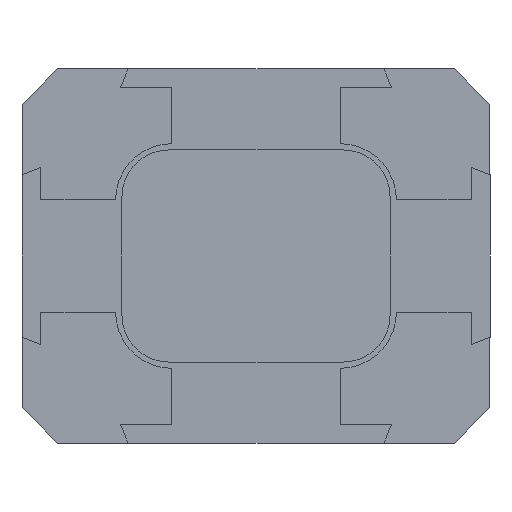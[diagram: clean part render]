
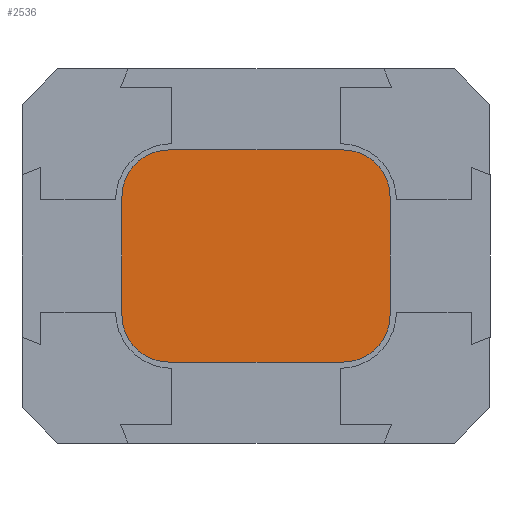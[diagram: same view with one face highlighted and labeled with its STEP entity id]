
A CAD part, front view. The second image highlights one B-rep face of the part: STEP entity #2536.
In plain terms, the highlighted planar face has unit normal (0, -1, 0).
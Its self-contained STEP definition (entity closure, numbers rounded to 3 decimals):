
#228 = VERTEX_POINT ( 'NONE', #3862 ) ;
#401 = DIRECTION ( 'NONE',  ( -1., 0., 0. ) ) ;
#431 = DIRECTION ( 'NONE',  ( 0., 0., 1. ) ) ;
#436 = DIRECTION ( 'NONE',  ( 0., 1., 0. ) ) ;
#451 = CARTESIAN_POINT ( 'NONE',  ( 0.716, 0., -0.316 ) ) ;
#462 = CIRCLE ( 'NONE', #3325, 0.25 ) ;
#584 = VECTOR ( 'NONE', #3076, 1000. ) ;
#676 = CARTESIAN_POINT ( 'NONE',  ( -0.466, 0., -0.316 ) ) ;
#731 = CARTESIAN_POINT ( 'NONE',  ( -0.466, 0., 0.566 ) ) ;
#744 = PLANE ( 'NONE',  #2344 ) ;
#746 = CARTESIAN_POINT ( 'NONE',  ( -0.466, 0., -0.566 ) ) ;
#763 = CARTESIAN_POINT ( 'NONE',  ( -0.466, 0., 0.316 ) ) ;
#873 = CARTESIAN_POINT ( 'NONE',  ( 0.466, 0., 0.566 ) ) ;
#882 = CARTESIAN_POINT ( 'NONE',  ( -0.716, 0., -0.316 ) ) ;
#908 = ORIENTED_EDGE ( 'NONE', *, *, #1407, .T. ) ;
#1120 = CIRCLE ( 'NONE', #1948, 0.25 ) ;
#1193 = LINE ( 'NONE', #882, #584 ) ;
#1203 = EDGE_CURVE ( 'NONE', #1268, #1292, #3551, .T. ) ;
#1235 = CARTESIAN_POINT ( 'NONE',  ( -0.716, 0., -0.316 ) ) ;
#1268 = VERTEX_POINT ( 'NONE', #2304 ) ;
#1278 = ORIENTED_EDGE ( 'NONE', *, *, #2039, .T. ) ;
#1292 = VERTEX_POINT ( 'NONE', #2679 ) ;
#1357 = DIRECTION ( 'NONE',  ( 0., -1., 0. ) ) ;
#1362 = FACE_OUTER_BOUND ( 'NONE', #3493, .T. ) ;
#1387 = DIRECTION ( 'NONE',  ( 0., 0., 1. ) ) ;
#1407 = EDGE_CURVE ( 'NONE', #3391, #228, #3451, .T. ) ;
#1692 = DIRECTION ( 'NONE',  ( 0., 0., 1. ) ) ;
#1718 = DIRECTION ( 'NONE',  ( 0., -1., 0. ) ) ;
#1735 = VERTEX_POINT ( 'NONE', #1235 ) ;
#1896 = ORIENTED_EDGE ( 'NONE', *, *, #2065, .T. ) ;
#1948 = AXIS2_PLACEMENT_3D ( 'NONE', #3684, #2156, #3092 ) ;
#2018 = CIRCLE ( 'NONE', #2598, 0.25 ) ;
#2021 = EDGE_CURVE ( 'NONE', #2880, #3012, #2725, .T. ) ;
#2039 = EDGE_CURVE ( 'NONE', #228, #1735, #1193, .T. ) ;
#2065 = EDGE_CURVE ( 'NONE', #3012, #2409, #1120, .T. ) ;
#2131 = CARTESIAN_POINT ( 'NONE',  ( 0.716, 0., -0.316 ) ) ;
#2156 = DIRECTION ( 'NONE',  ( 0., -1., 0. ) ) ;
#2217 = EDGE_CURVE ( 'NONE', #2409, #3391, #2893, .T. ) ;
#2304 = CARTESIAN_POINT ( 'NONE',  ( -0.466, 0., -0.566 ) ) ;
#2344 = AXIS2_PLACEMENT_3D ( 'NONE', #3292, #436, #1692 ) ;
#2359 = CARTESIAN_POINT ( 'NONE',  ( 0.716, 0., 0.316 ) ) ;
#2409 = VERTEX_POINT ( 'NONE', #873 ) ;
#2525 = DIRECTION ( 'NONE',  ( 0., -1., 0. ) ) ;
#2536 = ADVANCED_FACE ( 'NONE', ( #1362 ), #744, .F. ) ;
#2559 = EDGE_CURVE ( 'NONE', #1292, #2880, #462, .T. ) ;
#2598 = AXIS2_PLACEMENT_3D ( 'NONE', #676, #2525, #3790 ) ;
#2679 = CARTESIAN_POINT ( 'NONE',  ( 0.466, 0., -0.566 ) ) ;
#2690 = ORIENTED_EDGE ( 'NONE', *, *, #2559, .T. ) ;
#2725 = LINE ( 'NONE', #2131, #3456 ) ;
#2767 = DIRECTION ( 'NONE',  ( 0., 0., 1. ) ) ;
#2851 = AXIS2_PLACEMENT_3D ( 'NONE', #763, #1357, #431 ) ;
#2872 = ORIENTED_EDGE ( 'NONE', *, *, #1203, .T. ) ;
#2880 = VERTEX_POINT ( 'NONE', #451 ) ;
#2893 = LINE ( 'NONE', #731, #3660 ) ;
#3012 = VERTEX_POINT ( 'NONE', #2359 ) ;
#3075 = ORIENTED_EDGE ( 'NONE', *, *, #3927, .T. ) ;
#3076 = DIRECTION ( 'NONE',  ( 0., 0., -1. ) ) ;
#3092 = DIRECTION ( 'NONE',  ( 0., 0., 1. ) ) ;
#3143 = VECTOR ( 'NONE', #3233, 1000. ) ;
#3218 = ORIENTED_EDGE ( 'NONE', *, *, #2021, .T. ) ;
#3233 = DIRECTION ( 'NONE',  ( 1., 0., 0. ) ) ;
#3292 = CARTESIAN_POINT ( 'NONE',  ( 0., 0., 0. ) ) ;
#3325 = AXIS2_PLACEMENT_3D ( 'NONE', #3878, #1718, #1387 ) ;
#3374 = ORIENTED_EDGE ( 'NONE', *, *, #2217, .T. ) ;
#3391 = VERTEX_POINT ( 'NONE', #3488 ) ;
#3451 = CIRCLE ( 'NONE', #2851, 0.25 ) ;
#3456 = VECTOR ( 'NONE', #2767, 1000. ) ;
#3488 = CARTESIAN_POINT ( 'NONE',  ( -0.466, 0., 0.566 ) ) ;
#3493 = EDGE_LOOP ( 'NONE', ( #1278, #3075, #2872, #2690, #3218, #1896, #3374, #908 ) ) ;
#3551 = LINE ( 'NONE', #746, #3143 ) ;
#3660 = VECTOR ( 'NONE', #401, 1000. ) ;
#3684 = CARTESIAN_POINT ( 'NONE',  ( 0.466, 0., 0.316 ) ) ;
#3790 = DIRECTION ( 'NONE',  ( 0., 0., 1. ) ) ;
#3862 = CARTESIAN_POINT ( 'NONE',  ( -0.716, 0., 0.316 ) ) ;
#3878 = CARTESIAN_POINT ( 'NONE',  ( 0.466, 0., -0.316 ) ) ;
#3927 = EDGE_CURVE ( 'NONE', #1735, #1268, #2018, .T. ) ;
